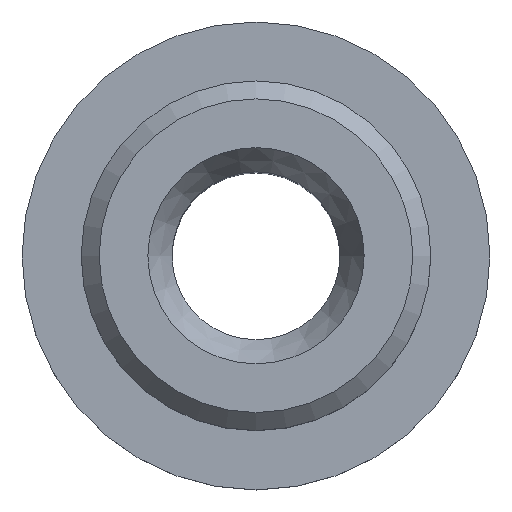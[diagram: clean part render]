
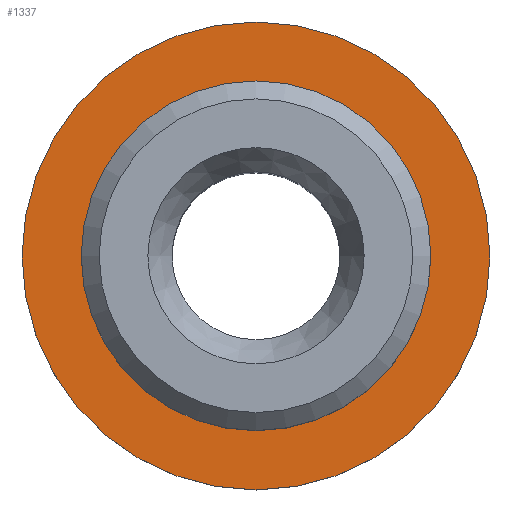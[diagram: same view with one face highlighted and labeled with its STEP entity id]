
A CAD part, top view. The second image highlights one B-rep face of the part: STEP entity #1337.
In plain terms, the highlighted planar face has unit normal (0, 0, 1).
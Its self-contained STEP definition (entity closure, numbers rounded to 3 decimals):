
#121=PLANE('',#1475);
#343=ORIENTED_EDGE('',*,*,#476,.F.);
#344=ORIENTED_EDGE('',*,*,#475,.T.);
#475=EDGE_CURVE('',#564,#564,#641,.T.);
#476=EDGE_CURVE('',#565,#565,#642,.T.);
#564=VERTEX_POINT('',#2161);
#565=VERTEX_POINT('',#2164);
#641=CIRCLE('',#1474,8.331);
#642=CIRCLE('',#1476,11.15);
#725=EDGE_LOOP('',(#343));
#726=EDGE_LOOP('',(#344));
#817=FACE_BOUND('',#725,.T.);
#818=FACE_BOUND('',#726,.T.);
#1337=ADVANCED_FACE('',(#817,#818),#121,.F.);
#1474=AXIS2_PLACEMENT_3D('',#2160,#1763,#1764);
#1475=AXIS2_PLACEMENT_3D('',#2162,#1765,#1766);
#1476=AXIS2_PLACEMENT_3D('',#2163,#1767,#1768);
#1763=DIRECTION('',(0.,0.,-1.));
#1764=DIRECTION('',(-1.,0.,0.));
#1765=DIRECTION('',(0.,0.,-1.));
#1766=DIRECTION('',(-1.,0.,0.));
#1767=DIRECTION('',(0.,0.,-1.));
#1768=DIRECTION('',(-1.,0.,0.));
#2160=CARTESIAN_POINT('',(0.,0.,-6.8));
#2161=CARTESIAN_POINT('',(-8.331,0.,-6.8));
#2162=CARTESIAN_POINT('',(0.,8.331,-6.8));
#2163=CARTESIAN_POINT('',(0.,0.,-6.8));
#2164=CARTESIAN_POINT('',(-11.15,0.,-6.8));
